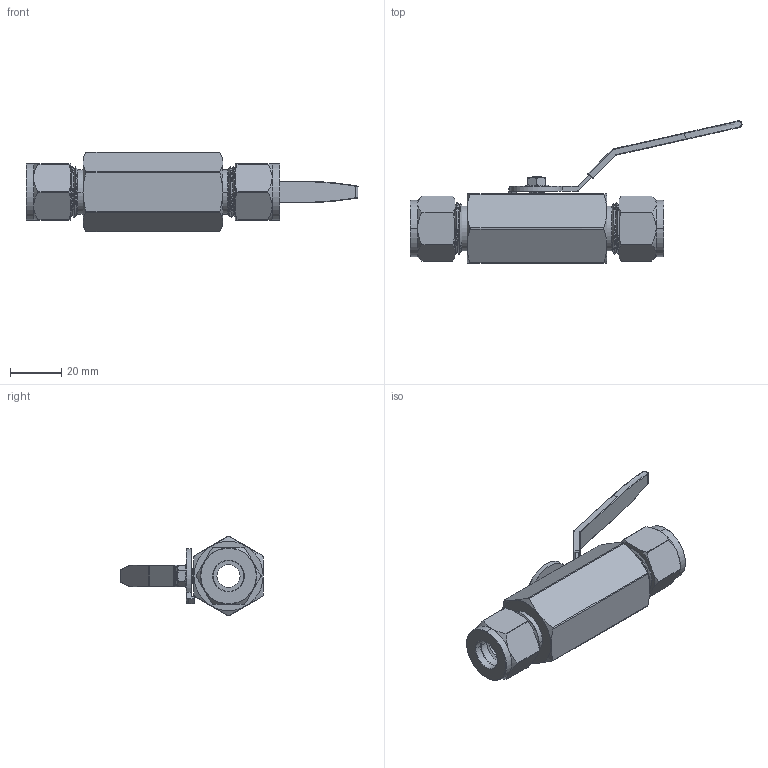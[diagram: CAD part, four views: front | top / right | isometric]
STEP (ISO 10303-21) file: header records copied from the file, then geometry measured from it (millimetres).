
FILE_DESCRIPTION((''),'2;1');
FILE_NAME('001_110_SERIES_MASTER_ASM','2025-07-08T15:31:39',('Administrator'),(''),'CREO PARAMETRIC BY PTC INC, 2020184','CREO PARAMETRIC BY PTC INC, 2020184','');
FILE_SCHEMA(('AUTOMOTIVE_DESIGN { 1 0 10303 214 1 1 1 1 }'));
Length unit declared in the file: millimetre
Products named in the file (7): BVH-12M-BODY; BVH-12M-NUT; BVH-12M-BACK_FERRULE; BVH-12M-FRONT_FERRULE; BVH-12M-LEVER-HANDLE; BVH-12M-WASHER-NUT; 001_110_SERIES_MASTER_ASM
Assembly tree (9 placements, depth 2):
  001_110_SERIES_MASTER_ASM
    BVH-12M-BODY
    BVH-12M-NUT  x2
    BVH-12M-BACK_FERRULE  x2
    BVH-12M-FRONT_FERRULE  x2
    BVH-12M-LEVER-HANDLE
    BVH-12M-WASHER-NUT
Bounding box: 129.5 x 55.5 x 31.02 mm (x, y, z)
Volume: 43710.8 mm3; surface area: 23106.4 mm2
Topology: 9 solids, 9 shells, 450 faces, 1087 edges, 700 vertices
Faces by surface type: cylinder 167, cone 88, torus 84, plane 69, bspline 38, sphere 4
Entity records: 19103 total; most frequent: CARTESIAN_POINT 10453, ORIENTED_EDGE 1624, DIRECTION 1601, EDGE_CURVE 812, AXIS2_PLACEMENT_3D 666, VERTEX_POINT 487, EDGE_LOOP 367, FACE_OUTER_BOUND 347
